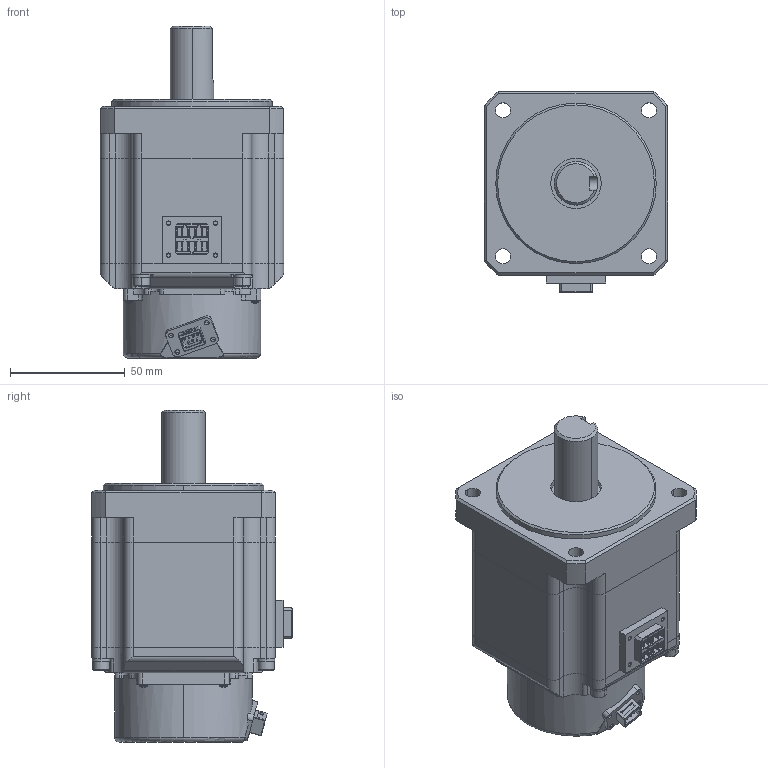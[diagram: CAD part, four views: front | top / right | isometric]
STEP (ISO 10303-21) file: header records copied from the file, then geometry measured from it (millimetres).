
FILE_DESCRIPTION(('Creo Elements/Direct Modeling STEP Export'),'2;1');
FILE_NAME('TSM4303N2300E205.stp','2017-06-13T13:59:02',(''),(''),'Creo Elements/Direct Modeling STEP processor for AP214 (Solid Model)','Creo Elements/Direct Modeling 18.1E 22-Nov-2013 (C) Parametric Technology GmbH','');
FILE_SCHEMA(('AUTOMOTIVE_DESIGN { 1 0 10303 214 1 1 1 1 }'));
Products named in the file (2): TSM4303N2300E205
Assembly tree (1 placements, depth 2):
  TSM4303N2300E205
    TSM4303N2300E205
Bounding box: 80 x 87.4 x 144.8 mm (x, y, z)
Volume: 559730.7 mm3; surface area: 47134.1 mm2
Topology: 1 solids, 2 shells, 1217 faces, 3028 edges, 1820 vertices
Faces by surface type: plane 590, cylinder 311, bspline 222, cone 55, sphere 16, extrusion 14, torus 9
Entity records: 46487 total; most frequent: CARTESIAN_POINT 19796, ORIENTED_EDGE 5974, DIRECTION 4748, EDGE_CURVE 2987, VERTEX_POINT 1820, VECTOR 1624, LINE 1610, AXIS2_PLACEMENT_3D 1562
